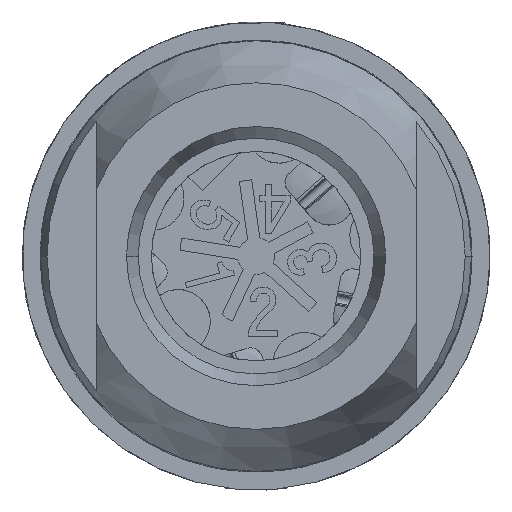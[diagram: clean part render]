
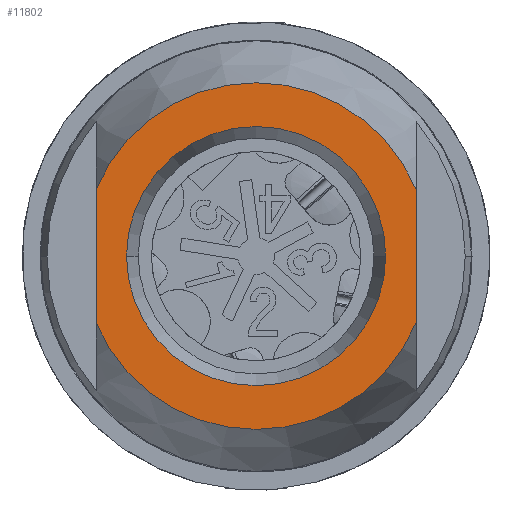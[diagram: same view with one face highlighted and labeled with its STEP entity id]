
A CAD part, left-side view. The second image highlights one B-rep face of the part: STEP entity #11802.
In plain terms, the highlighted planar face has unit normal (-1, 0, 0).
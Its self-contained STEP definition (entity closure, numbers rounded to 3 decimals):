
#89=CARTESIAN_POINT('',(19.407,1.443,45.75));
#90=DIRECTION('',(-1.,0.,0.));
#91=DIRECTION('',(0.,-0.923,0.384));
#92=AXIS2_PLACEMENT_3D('',#89,#90,#91);
#97=DIRECTION('',(0.,0.,1.));
#98=VECTOR('',#97,5.405);
#99=CARTESIAN_POINT('',(19.407,-5.057,43.047));
#100=LINE('',#99,#98);
#104=CARTESIAN_POINT('',(19.407,1.443,45.75));
#105=DIRECTION('',(-1.,0.,0.));
#106=DIRECTION('',(0.,0.923,-0.384));
#107=AXIS2_PLACEMENT_3D('',#104,#105,#106);
#112=CARTESIAN_POINT('',(19.407,1.443,45.75));
#113=DIRECTION('',(1.,0.,0.));
#114=DIRECTION('',(0.,0.,1.));
#115=AXIS2_PLACEMENT_3D('',#112,#113,#114);
#120=CARTESIAN_POINT('',(19.407,1.443,45.75));
#121=DIRECTION('',(1.,0.,0.));
#122=DIRECTION('',(0.,1.,0.));
#123=AXIS2_PLACEMENT_3D('',#120,#121,#122);
#128=CARTESIAN_POINT('',(19.407,1.443,45.75));
#129=DIRECTION('',(1.,0.,0.));
#130=DIRECTION('',(0.,-1.,0.));
#131=AXIS2_PLACEMENT_3D('',#128,#129,#130);
#180=DIRECTION('',(0.,0.,1.));
#181=VECTOR('',#180,5.405);
#182=CARTESIAN_POINT('',(19.407,7.943,43.047));
#183=LINE('',#182,#181);
#9974=CARTESIAN_POINT('',(19.407,-3.822,45.75));
#9975=VERTEX_POINT('',#9974);
#9976=CARTESIAN_POINT('',(19.407,6.707,45.75));
#9977=VERTEX_POINT('',#9976);
#9978=CARTESIAN_POINT('',(19.407,1.443,51.014));
#9979=VERTEX_POINT('',#9978);
#9980=CARTESIAN_POINT('',(19.407,-5.057,43.047));
#9981=CARTESIAN_POINT('',(19.407,-5.057,48.452));
#9982=VERTEX_POINT('',#9980);
#9983=VERTEX_POINT('',#9981);
#9984=CARTESIAN_POINT('',(19.407,7.943,43.047));
#9985=VERTEX_POINT('',#9984);
#9986=CARTESIAN_POINT('',(19.407,7.943,48.452));
#9987=VERTEX_POINT('',#9986);
#11782=CARTESIAN_POINT('',(19.407,1.443,51.901));
#11783=DIRECTION('',(-1.,0.,0.));
#11784=DIRECTION('',(0.,-1.,0.));
#11785=AXIS2_PLACEMENT_3D('',#11782,#11783,#11784);
#11786=PLANE('',#11785);
#11788=ORIENTED_EDGE('',*,*,#11787,.F.);
#11790=ORIENTED_EDGE('',*,*,#11789,.F.);
#11792=ORIENTED_EDGE('',*,*,#11791,.F.);
#11794=ORIENTED_EDGE('',*,*,#11793,.T.);
#11795=EDGE_LOOP('',(#11788,#11790,#11792,#11794));
#11796=FACE_OUTER_BOUND('',#11795,.F.);
#11797=ORIENTED_EDGE('',*,*,#11772,.F.);
#11798=ORIENTED_EDGE('',*,*,#11777,.F.);
#11799=ORIENTED_EDGE('',*,*,#11760,.F.);
#11800=EDGE_LOOP('',(#11797,#11798,#11799));
#11801=FACE_BOUND('',#11800,.F.);
#11802=ADVANCED_FACE('',(#11796,#11801),#11786,.T.);
#93=CIRCLE('',#92,7.039);
#108=CIRCLE('',#107,7.039);
#116=CIRCLE('',#115,5.264);
#124=CIRCLE('',#123,5.264);
#132=CIRCLE('',#131,5.264);
#11760=EDGE_CURVE('',#9975,#9977,#132,.T.);
#11772=EDGE_CURVE('',#9979,#9975,#116,.T.);
#11777=EDGE_CURVE('',#9977,#9979,#124,.T.);
#11787=EDGE_CURVE('',#9983,#9987,#93,.T.);
#11789=EDGE_CURVE('',#9982,#9983,#100,.T.);
#11791=EDGE_CURVE('',#9985,#9982,#108,.T.);
#11793=EDGE_CURVE('',#9985,#9987,#183,.T.);
